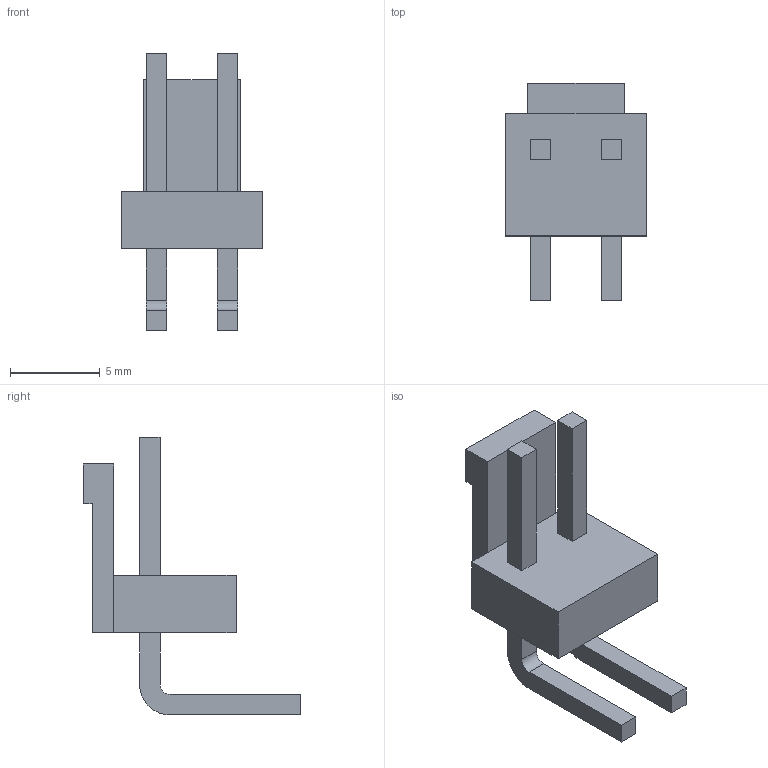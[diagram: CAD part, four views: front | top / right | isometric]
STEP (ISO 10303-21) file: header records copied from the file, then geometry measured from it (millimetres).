
FILE_DESCRIPTION (( 'STEP AP214' ), '1' );
FILE_NAME ('B2PS-VH.STEP', '2010-06-15T04:50:20', ( 'JSTOEC' ), ( '' ), 'SwSTEP 2.0', 'SolidWorks 2005235', '' );
FILE_SCHEMA (( 'AUTOMOTIVE_DESIGN' ));
Length unit declared in the file: millimetre
Products named in the file (1): B2PS-VH
Bounding box: 7.86 x 12.1 x 15.47 mm (x, y, z)
Volume: 288.4 mm3; surface area: 489 mm2
Topology: 1 solids, 1 shells, 42 faces, 106 edges, 70 vertices
Faces by surface type: plane 38, cylinder 4
Entity records: 1573 total; most frequent: CARTESIAN_POINT 219, ORIENTED_EDGE 212, DIRECTION 200, EDGE_CURVE 106, LINE 98, VECTOR 98, VERTEX_POINT 70, AXIS2_PLACEMENT_3D 51
